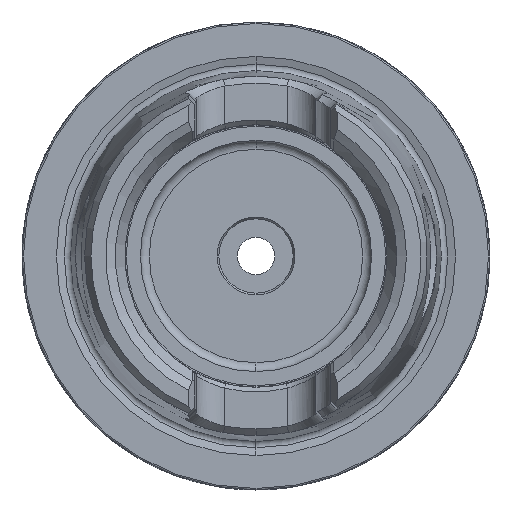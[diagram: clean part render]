
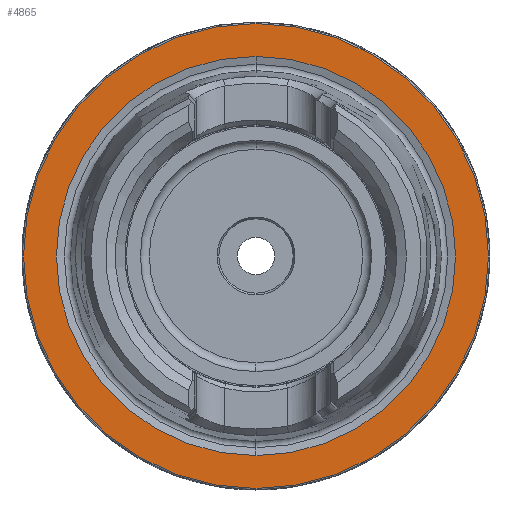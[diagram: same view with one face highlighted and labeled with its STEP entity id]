
A CAD part, left-side view. The second image highlights one B-rep face of the part: STEP entity #4865.
In plain terms, the highlighted planar face has unit normal (-1, 0, 0).
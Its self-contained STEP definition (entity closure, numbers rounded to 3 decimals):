
#15 = CARTESIAN_POINT ( 'NONE',  ( 0., 0., 0. ) ) ;
#157 = DIRECTION ( 'NONE',  ( 0., 0., 1. ) ) ;
#597 = AXIS2_PLACEMENT_3D ( 'NONE', #4095, #9632, #4894 ) ;
#615 = EDGE_CURVE ( 'NONE', #4709, #1433, #1755, .T. ) ;
#702 = CARTESIAN_POINT ( 'NONE',  ( 0., 31.275, 0. ) ) ;
#731 = PLANE ( 'NONE',  #1208 ) ;
#811 = DIRECTION ( 'NONE',  ( 0., 0., 1. ) ) ;
#929 = AXIS2_PLACEMENT_3D ( 'NONE', #9245, #4511, #10027 ) ;
#1208 = AXIS2_PLACEMENT_3D ( 'NONE', #702, #1545, #7083 ) ;
#1352 = EDGE_CURVE ( 'NONE', #1433, #4709, #5110, .T. ) ;
#1433 = VERTEX_POINT ( 'NONE', #4873 ) ;
#1545 = DIRECTION ( 'NONE',  ( 1., 0., 0. ) ) ;
#1755 = CIRCLE ( 'NONE', #929, 31.275 ) ;
#1823 = AXIS2_PLACEMENT_3D ( 'NONE', #9661, #4929, #157 ) ;
#2374 = EDGE_LOOP ( 'NONE', ( #4042, #3657 ) ) ;
#3657 = ORIENTED_EDGE ( 'NONE', *, *, #615, .T. ) ;
#3881 = CARTESIAN_POINT ( 'NONE',  ( 0., 0., -26.85 ) ) ;
#4042 = ORIENTED_EDGE ( 'NONE', *, *, #1352, .T. ) ;
#4095 = CARTESIAN_POINT ( 'NONE',  ( 0., 0., 0. ) ) ;
#4511 = DIRECTION ( 'NONE',  ( -1., 0., 0. ) ) ;
#4709 = VERTEX_POINT ( 'NONE', #9970 ) ;
#4865 = ADVANCED_FACE ( 'NONE', ( #5190, #8894 ), #731, .F. ) ;
#4873 = CARTESIAN_POINT ( 'NONE',  ( 0., 0., 31.275 ) ) ;
#4894 = DIRECTION ( 'NONE',  ( 0., 0., 1. ) ) ;
#4929 = DIRECTION ( 'NONE',  ( -1., 0., 0. ) ) ;
#5110 = CIRCLE ( 'NONE', #9244, 31.275 ) ;
#5190 = FACE_BOUND ( 'NONE', #10196, .T. ) ;
#5576 = DIRECTION ( 'NONE',  ( -1., 0., 0. ) ) ;
#6256 = VERTEX_POINT ( 'NONE', #7960 ) ;
#6298 = EDGE_CURVE ( 'NONE', #6256, #9199, #7878, .T. ) ;
#7083 = DIRECTION ( 'NONE',  ( 0., 0., -1. ) ) ;
#7318 = EDGE_CURVE ( 'NONE', #9199, #6256, #10232, .T. ) ;
#7878 = CIRCLE ( 'NONE', #597, 26.85 ) ;
#7960 = CARTESIAN_POINT ( 'NONE',  ( 0., 0., 26.85 ) ) ;
#8894 = FACE_OUTER_BOUND ( 'NONE', #2374, .T. ) ;
#8950 = ORIENTED_EDGE ( 'NONE', *, *, #6298, .F. ) ;
#9113 = ORIENTED_EDGE ( 'NONE', *, *, #7318, .F. ) ;
#9199 = VERTEX_POINT ( 'NONE', #3881 ) ;
#9244 = AXIS2_PLACEMENT_3D ( 'NONE', #15, #5576, #811 ) ;
#9245 = CARTESIAN_POINT ( 'NONE',  ( 0., 0., 0. ) ) ;
#9632 = DIRECTION ( 'NONE',  ( -1., 0., 0. ) ) ;
#9661 = CARTESIAN_POINT ( 'NONE',  ( 0., 0., 0. ) ) ;
#9970 = CARTESIAN_POINT ( 'NONE',  ( 0., 0., -31.275 ) ) ;
#10027 = DIRECTION ( 'NONE',  ( 0., 0., 1. ) ) ;
#10196 = EDGE_LOOP ( 'NONE', ( #8950, #9113 ) ) ;
#10232 = CIRCLE ( 'NONE', #1823, 26.85 ) ;
